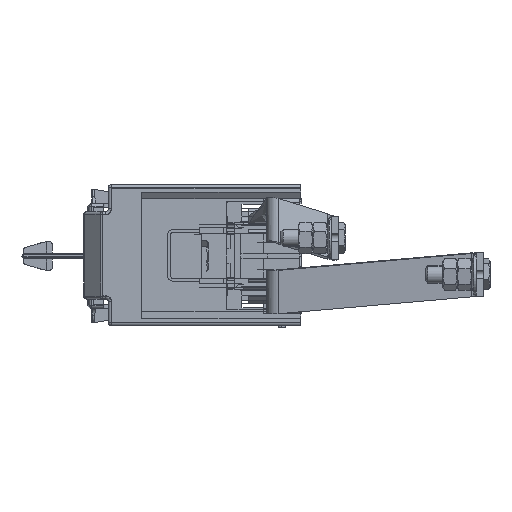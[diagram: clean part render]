
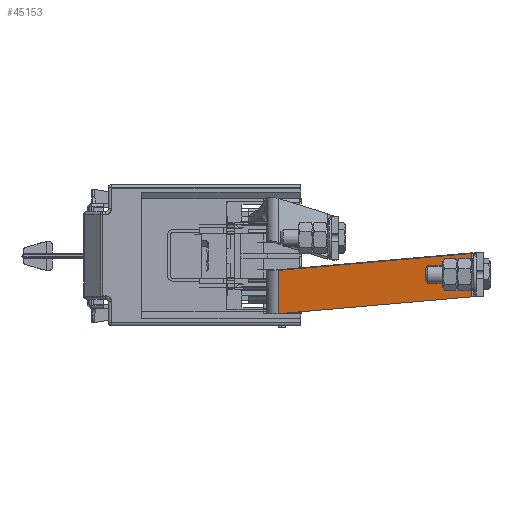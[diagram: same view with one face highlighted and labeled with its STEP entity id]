
A CAD part, left-side view. The second image highlights one B-rep face of the part: STEP entity #45153.
In plain terms, the highlighted planar face has unit normal (-0.996, 0, -0.087).
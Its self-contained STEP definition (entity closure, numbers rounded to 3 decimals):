
#348 = LINE ( 'NONE', #121624, #35191 ) ;
#2334 = DIRECTION ( 'NONE',  ( 0.996, 0., 0.087 ) ) ;
#6133 = DIRECTION ( 'NONE',  ( 0.008, 0.996, -0.087 ) ) ;
#6635 = CARTESIAN_POINT ( 'NONE',  ( -16.282, -234.026, 21.76 ) ) ;
#7563 = EDGE_CURVE ( 'NONE', #31112, #38743, #80859, .T. ) ;
#10727 = DIRECTION ( 'NONE',  ( -0.008, -0.996, 0.087 ) ) ;
#13700 = PLANE ( 'NONE',  #122247 ) ;
#14375 = EDGE_CURVE ( 'NONE', #31112, #121845, #55494, .T. ) ;
#14974 = EDGE_CURVE ( 'NONE', #121845, #121199, #348, .T. ) ;
#17273 = LINE ( 'NONE', #6635, #107068 ) ;
#18548 = VECTOR ( 'NONE', #71169, 1000. ) ;
#25154 = ORIENTED_EDGE ( 'NONE', *, *, #14974, .F. ) ;
#29856 = CARTESIAN_POINT ( 'NONE',  ( -18.03, -119., 41.735 ) ) ;
#31112 = VERTEX_POINT ( 'NONE', #120636 ) ;
#35191 = VECTOR ( 'NONE', #51429, 1000. ) ;
#35813 = CARTESIAN_POINT ( 'NONE',  ( -15.068, 15., 7.888 ) ) ;
#38743 = VERTEX_POINT ( 'NONE', #44537 ) ;
#44537 = CARTESIAN_POINT ( 'NONE',  ( -14.383, 15., 0.056 ) ) ;
#45153 = ADVANCED_FACE ( 'NONE', ( #118410 ), #13700, .F. ) ;
#48978 = CARTESIAN_POINT ( 'NONE',  ( -15.068, 68.561, 7.888 ) ) ;
#51429 = DIRECTION ( 'NONE',  ( 0.087, 0., -0.996 ) ) ;
#55494 = LINE ( 'NONE', #80831, #59189 ) ;
#59189 = VECTOR ( 'NONE', #10727, 1000. ) ;
#60795 = CARTESIAN_POINT ( 'NONE',  ( -15.405, -119., 11.735 ) ) ;
#63866 = ORIENTED_EDGE ( 'NONE', *, *, #131861, .F. ) ;
#71169 = DIRECTION ( 'NONE',  ( 0.087, 0., -0.996 ) ) ;
#80831 = CARTESIAN_POINT ( 'NONE',  ( -18.887, -231.412, 51.532 ) ) ;
#80859 = LINE ( 'NONE', #35813, #18548 ) ;
#84304 = DIRECTION ( 'NONE',  ( 0.008, 0.996, -0.087 ) ) ;
#88029 = ORIENTED_EDGE ( 'NONE', *, *, #7563, .T. ) ;
#101066 = EDGE_LOOP ( 'NONE', ( #25154, #105319, #88029, #63866 ) ) ;
#105319 = ORIENTED_EDGE ( 'NONE', *, *, #14375, .F. ) ;
#107068 = VECTOR ( 'NONE', #6133, 1000. ) ;
#118410 = FACE_OUTER_BOUND ( 'NONE', #101066, .T. ) ;
#120636 = CARTESIAN_POINT ( 'NONE',  ( -17.008, 15., 30.056 ) ) ;
#121199 = VERTEX_POINT ( 'NONE', #60795 ) ;
#121624 = CARTESIAN_POINT ( 'NONE',  ( -15.068, -119., 7.888 ) ) ;
#121845 = VERTEX_POINT ( 'NONE', #29856 ) ;
#122247 = AXIS2_PLACEMENT_3D ( 'NONE', #48978, #2334, #84304 ) ;
#131861 = EDGE_CURVE ( 'NONE', #121199, #38743, #17273, .T. ) ;
